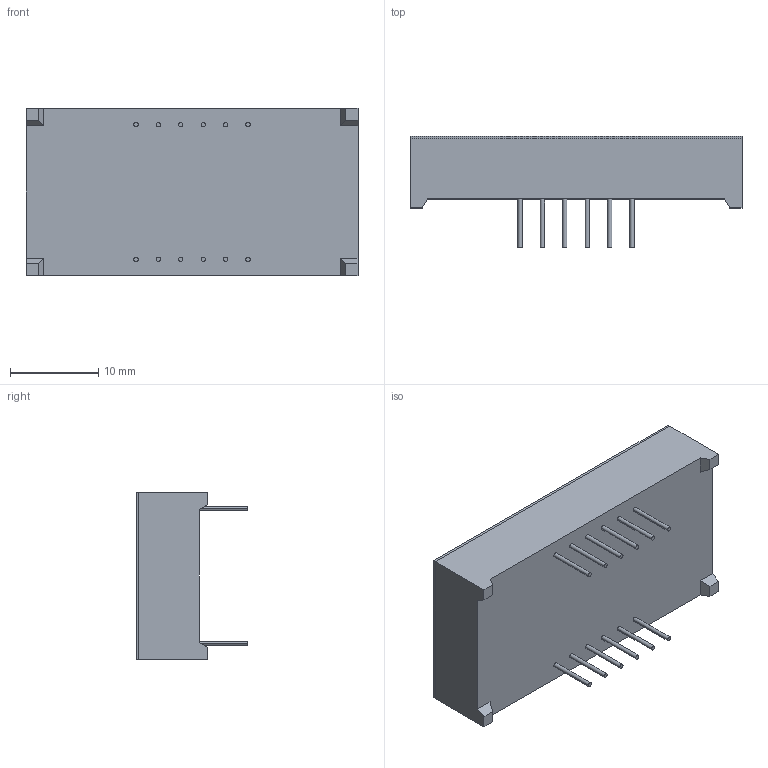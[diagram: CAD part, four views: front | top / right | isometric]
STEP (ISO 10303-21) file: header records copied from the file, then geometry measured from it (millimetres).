
FILE_DESCRIPTION (( 'STEP AP214' ), '1' );
FILE_NAME ('BA56-12EWA.STEP', '2020-07-10T02:38:29', ( '' ), ( '' ), 'SwSTEP 2.0', 'SolidWorks 2017', '' );
FILE_SCHEMA (( 'AUTOMOTIVE_DESIGN' ));
Length unit declared in the file: millimetre
Products named in the file (1): BA56-12EWA
Bounding box: 37.6 x 12.6 x 19 mm (x, y, z)
Volume: 5096.7 mm3; surface area: 3957.3 mm2
Topology: 38 solids, 38 shells, 384 faces, 924 edges, 616 vertices
Faces by surface type: plane 348, cylinder 36
Entity records: 11463 total; most frequent: CARTESIAN_POINT 1925, ORIENTED_EDGE 1848, DIRECTION 1766, EDGE_CURVE 924, LINE 852, VECTOR 852, VERTEX_POINT 616, AXIS2_PLACEMENT_3D 457
